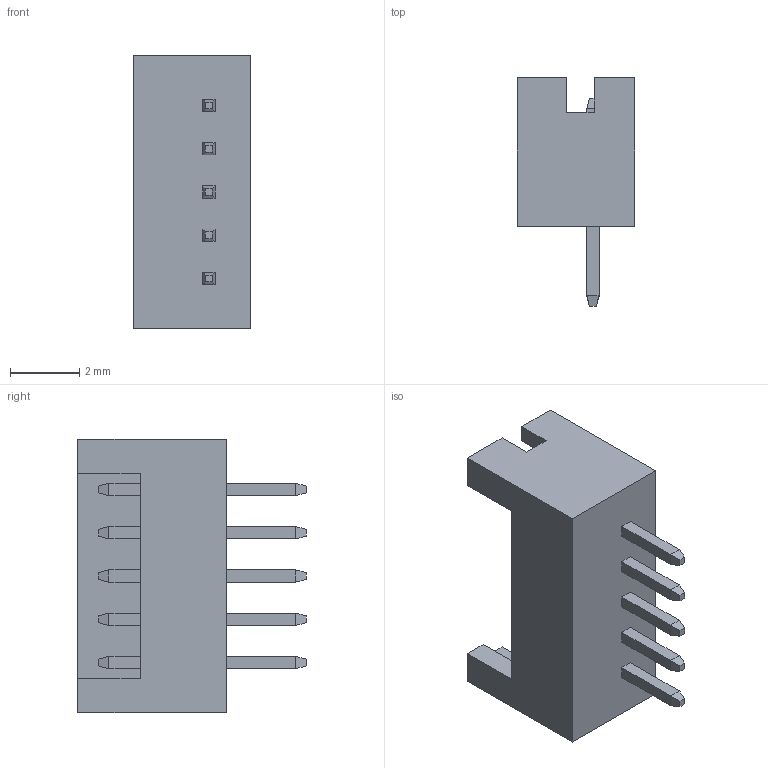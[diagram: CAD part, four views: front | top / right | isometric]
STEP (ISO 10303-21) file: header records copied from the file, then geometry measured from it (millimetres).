
FILE_DESCRIPTION(('OneSpaceDesigner STEP Export'),'2;1');
FILE_NAME('DF13-5P-1.25DSA.stp','2007-03-23T 8:28:28',(''),(''),'OneSpace Designer STEP processor (Jan. 2003) for AP214(CD)(Solid Model)','OneSpace Designer 12.00 10-Sep-2003 (C) CoCreate Software GmbH','');
FILE_SCHEMA(('AUTOMOTIVE_DESIGN_CC2 {1 2 10303 214 -1 1 5 1}'));
Length unit declared in the file: millimetre
Products named in the file (2): DF13-5P-1.25DSA
Assembly tree (1 placements, depth 2):
  DF13-5P-1.25DSA
    DF13-5P-1.25DSA
Bounding box: 3.4 x 6.6 x 7.9 mm (x, y, z)
Volume: 61.8 mm3; surface area: 217.4 mm2
Topology: 1 solids, 1 shells, 112 faces, 260 edges, 160 vertices
Faces by surface type: plane 112
Entity records: 2934 total; most frequent: ORIENTED_EDGE 520, CARTESIAN_POINT 495, DIRECTION 430, EDGE_CURVE 260, VECTOR 240, LINE 240, VERTEX_POINT 160, EDGE_LOOP 122
